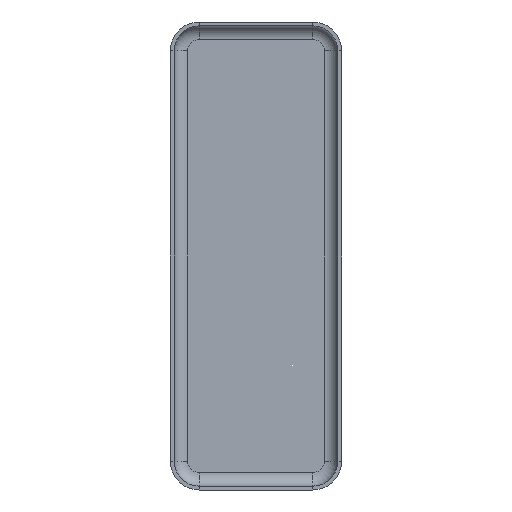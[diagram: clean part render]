
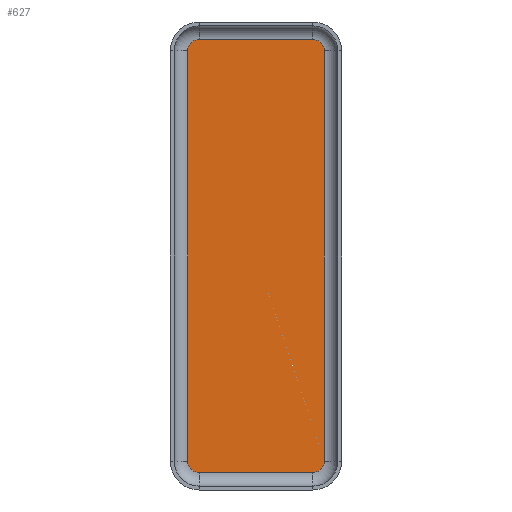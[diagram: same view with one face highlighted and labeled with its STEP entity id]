
A CAD part, front view. The second image highlights one B-rep face of the part: STEP entity #627.
In plain terms, the highlighted planar face has unit normal (0, -1, 0).
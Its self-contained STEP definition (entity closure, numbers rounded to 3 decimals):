
#36 = DIRECTION ( 'NONE',  ( 0., 0., -1. ) ) ;
#54 = CARTESIAN_POINT ( 'NONE',  ( -3.55, -0.2, 10.65 ) ) ;
#76 = ORIENTED_EDGE ( 'NONE', *, *, #275, .F. ) ;
#97 = EDGE_LOOP ( 'NONE', ( #709, #330, #171, #293, #1046, #76, #651, #761 ) ) ;
#101 = FACE_OUTER_BOUND ( 'NONE', #97, .T. ) ;
#109 = EDGE_CURVE ( 'NONE', #577, #1152, #282, .T. ) ;
#168 = DIRECTION ( 'NONE',  ( 0., 1., 0. ) ) ;
#171 = ORIENTED_EDGE ( 'NONE', *, *, #109, .F. ) ;
#181 = EDGE_CURVE ( 'NONE', #1152, #791, #1021, .T. ) ;
#206 = CIRCLE ( 'NONE', #358, 0.6 ) ;
#218 = AXIS2_PLACEMENT_3D ( 'NONE', #834, #296, #725 ) ;
#251 = EDGE_CURVE ( 'NONE', #1019, #577, #777, .T. ) ;
#254 = VERTEX_POINT ( 'NONE', #395 ) ;
#262 = EDGE_CURVE ( 'NONE', #791, #254, #990, .T. ) ;
#271 = VECTOR ( 'NONE', #299, 1000. ) ;
#275 = EDGE_CURVE ( 'NONE', #572, #1093, #574, .T. ) ;
#278 = VERTEX_POINT ( 'NONE', #928 ) ;
#282 = CIRCLE ( 'NONE', #218, 0.6 ) ;
#292 = PLANE ( 'NONE',  #647 ) ;
#293 = ORIENTED_EDGE ( 'NONE', *, *, #251, .F. ) ;
#296 = DIRECTION ( 'NONE',  ( 0., 1., 0. ) ) ;
#299 = DIRECTION ( 'NONE',  ( -1., 0., 0. ) ) ;
#327 = CARTESIAN_POINT ( 'NONE',  ( 3.55, -0.2, 10.65 ) ) ;
#330 = ORIENTED_EDGE ( 'NONE', *, *, #181, .F. ) ;
#331 = EDGE_CURVE ( 'NONE', #1093, #1019, #206, .T. ) ;
#345 = DIRECTION ( 'NONE',  ( 0., 0., 1. ) ) ;
#358 = AXIS2_PLACEMENT_3D ( 'NONE', #508, #168, #345 ) ;
#394 = AXIS2_PLACEMENT_3D ( 'NONE', #1044, #1128, #418 ) ;
#395 = CARTESIAN_POINT ( 'NONE',  ( 3.55, -0.2, 10.65 ) ) ;
#418 = DIRECTION ( 'NONE',  ( 0., 0., 1. ) ) ;
#458 = EDGE_CURVE ( 'NONE', #278, #572, #505, .T. ) ;
#505 = CIRCLE ( 'NONE', #394, 0.6 ) ;
#508 = CARTESIAN_POINT ( 'NONE',  ( -2.95, -0.2, -10.65 ) ) ;
#572 = VERTEX_POINT ( 'NONE', #869 ) ;
#574 = LINE ( 'NONE', #673, #271 ) ;
#577 = VERTEX_POINT ( 'NONE', #54 ) ;
#582 = LINE ( 'NONE', #327, #718 ) ;
#584 = DIRECTION ( 'NONE',  ( 0., 0., 1. ) ) ;
#627 = ADVANCED_FACE ( 'NONE', ( #101 ), #292, .T. ) ;
#647 = AXIS2_PLACEMENT_3D ( 'NONE', #1092, #745, #657 ) ;
#651 = ORIENTED_EDGE ( 'NONE', *, *, #458, .F. ) ;
#657 = DIRECTION ( 'NONE',  ( 0., 0., -1. ) ) ;
#673 = CARTESIAN_POINT ( 'NONE',  ( 2.95, -0.2, -11.25 ) ) ;
#709 = ORIENTED_EDGE ( 'NONE', *, *, #262, .F. ) ;
#718 = VECTOR ( 'NONE', #36, 1000. ) ;
#725 = DIRECTION ( 'NONE',  ( 0., 0., 1. ) ) ;
#745 = DIRECTION ( 'NONE',  ( 0., -1., 0. ) ) ;
#761 = ORIENTED_EDGE ( 'NONE', *, *, #836, .F. ) ;
#767 = CARTESIAN_POINT ( 'NONE',  ( 2.95, -0.2, 11.25 ) ) ;
#768 = VECTOR ( 'NONE', #1122, 1000. ) ;
#777 = LINE ( 'NONE', #1033, #840 ) ;
#783 = AXIS2_PLACEMENT_3D ( 'NONE', #863, #934, #584 ) ;
#791 = VERTEX_POINT ( 'NONE', #767 ) ;
#834 = CARTESIAN_POINT ( 'NONE',  ( -2.95, -0.2, 10.65 ) ) ;
#836 = EDGE_CURVE ( 'NONE', #254, #278, #582, .T. ) ;
#840 = VECTOR ( 'NONE', #845, 1000. ) ;
#845 = DIRECTION ( 'NONE',  ( 0., 0., 1. ) ) ;
#863 = CARTESIAN_POINT ( 'NONE',  ( 2.95, -0.2, 10.65 ) ) ;
#867 = CARTESIAN_POINT ( 'NONE',  ( -3.55, -0.2, -10.65 ) ) ;
#869 = CARTESIAN_POINT ( 'NONE',  ( 2.95, -0.2, -11.25 ) ) ;
#928 = CARTESIAN_POINT ( 'NONE',  ( 3.55, -0.2, -10.65 ) ) ;
#934 = DIRECTION ( 'NONE',  ( 0., 1., 0. ) ) ;
#990 = CIRCLE ( 'NONE', #783, 0.6 ) ;
#1019 = VERTEX_POINT ( 'NONE', #867 ) ;
#1021 = LINE ( 'NONE', #1026, #768 ) ;
#1026 = CARTESIAN_POINT ( 'NONE',  ( -2.95, -0.2, 11.25 ) ) ;
#1033 = CARTESIAN_POINT ( 'NONE',  ( -3.55, -0.2, -10.65 ) ) ;
#1044 = CARTESIAN_POINT ( 'NONE',  ( 2.95, -0.2, -10.65 ) ) ;
#1046 = ORIENTED_EDGE ( 'NONE', *, *, #331, .F. ) ;
#1078 = CARTESIAN_POINT ( 'NONE',  ( -2.95, -0.2, -11.25 ) ) ;
#1090 = CARTESIAN_POINT ( 'NONE',  ( -2.95, -0.2, 11.25 ) ) ;
#1092 = CARTESIAN_POINT ( 'NONE',  ( 2.95, -0.2, 10.65 ) ) ;
#1093 = VERTEX_POINT ( 'NONE', #1078 ) ;
#1122 = DIRECTION ( 'NONE',  ( 1., 0., 0. ) ) ;
#1128 = DIRECTION ( 'NONE',  ( 0., 1., 0. ) ) ;
#1152 = VERTEX_POINT ( 'NONE', #1090 ) ;
